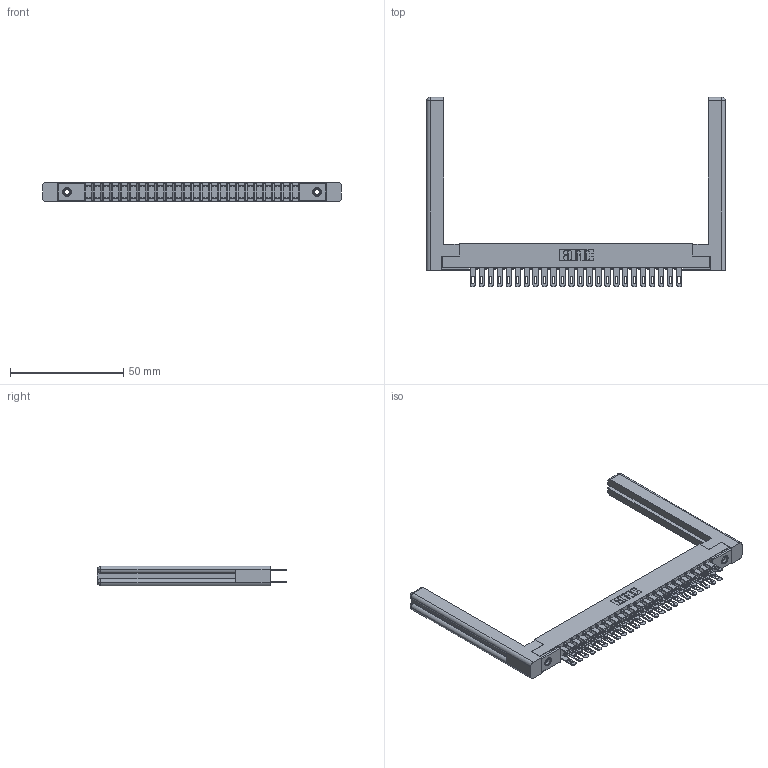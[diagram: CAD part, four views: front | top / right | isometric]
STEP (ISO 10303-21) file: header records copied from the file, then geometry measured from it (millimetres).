
FILE_DESCRIPTION (( 'STEP AP203' ), '1' );
FILE_NAME ('357-048-400-258.STEP', '2020-10-04T02:52:58', ( '' ), ( '' ), 'SwSTEP 2.0', 'SolidWorks 2020', '' );
FILE_SCHEMA (( 'CONFIG_CONTROL_DESIGN' ));
Length unit declared in the file: inch
Products named in the file (5): 357-048-400-258; 307-220-058; 307-290-001_500; 307 Part_.156 Dia Mounting Holes; 345-250-001_345-250-001-102
Assembly tree (53 placements, depth 2):
  357-048-400-258
    307 Part_.156 Dia Mounting Holes
    307-290-001_500  x48
    307-220-058  x2
    345-250-001_345-250-001-102  x2
Bounding box: 131.72 x 83.49 x 8.71 mm (x, y, z)
Volume: 16440.1 mm3; surface area: 21417.6 mm2
Topology: 53 solids, 53 shells, 2493 faces, 6917 edges, 4466 vertices
Faces by surface type: plane 1594, cylinder 825, sphere 50, torus 12, cone 12
Entity records: 26169 total; most frequent: CARTESIAN_POINT 4303, ORIENTED_EDGE 4204, DIRECTION 4182, EDGE_CURVE 2102, VECTOR 1600, LINE 1600, VERTEX_POINT 1358, AXIS2_PLACEMENT_3D 1291
